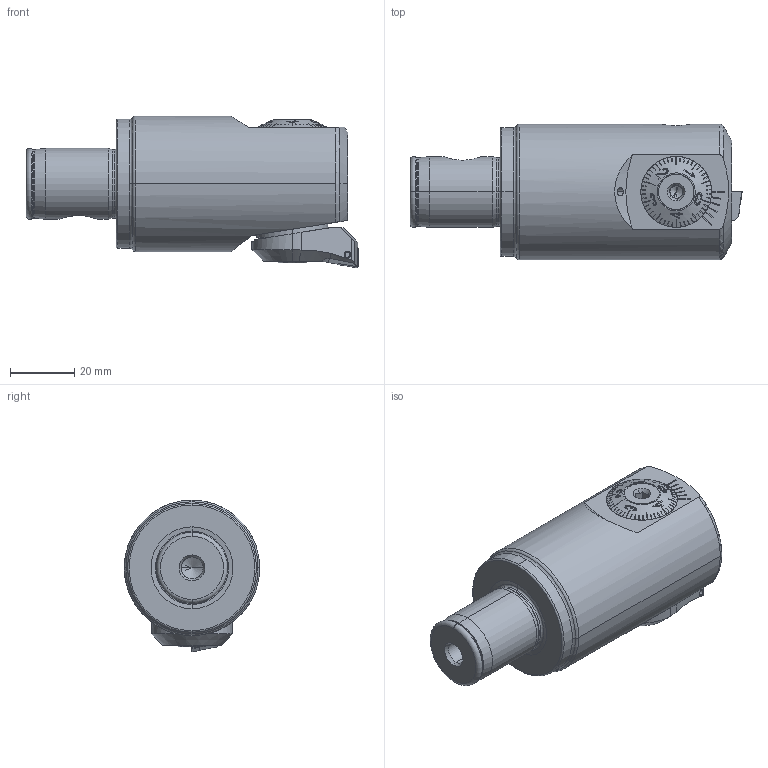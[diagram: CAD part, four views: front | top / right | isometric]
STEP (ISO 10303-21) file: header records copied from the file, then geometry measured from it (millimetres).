
FILE_DESCRIPTION (( 'STEP AP203' ), '1' );
FILE_NAME ('C04.040.051.075.STEP', '2018-02-26T08:03:54', ( 'SWIAdmin' ), ( 'Hewlett-Packard Company' ), 'SwSTEP 2.0', 'SolidWorks 2017', '' );
FILE_SCHEMA (( 'CONFIG_CONTROL_DESIGN' ));
Length unit declared in the file: millimetre
Products named in the file (20): F42-BG1.011.027_C; ISO 4026 - M8 x 6; LMKAS 22 - ø21.8xø14x0.3; Klebstoff D8; WH4-F42.K20.075_B; F42-BG1.014.027-B; A42-BG2.012.005_A; F42-WCA.001.009_C_fertigbearbeitet; WCA-ER2.001.007_A; A42-BG2.013.005_B; CCMT060204; C04.040.051.075; A42-BG1.012.006_B; WCA-ER2.001.006_A; A42-BG2.011.014_C; F42-WCA.001.009; F42-BG2.014.014_A; F42-ER1.101.012_A; F42-BG2.015.022_A; A42-BG3.011.030_C
Assembly tree (20 placements, depth 4):
  C04.040.051.075
    WH4-F42.K20.075_B
    F42-WCA.001.009
      F42-WCA.001.009_C_fertigbearbeitet
      CCMT060204
      WCA-ER2.001.006_A
    F42-ER1.101.012_A
    A42-BG3.011.030_C
    ISO 4026 - M8 x 6
    Klebstoff D8
    F42-BG1.014.027-B
      A42-BG2.012.005_A
      A42-BG2.013.005_B
      A42-BG1.012.006_B
      F42-BG2.015.022_A
        A42-BG2.011.014_C
        F42-BG2.014.014_A
      F42-BG1.011.027_C
      LMKAS 22 - ø21.8xø14x0.3  x2
    WCA-ER2.001.007_A
Bounding box: 103 x 42 x 47.05 mm (x, y, z)
Volume: 101675.3 mm3; surface area: 30891.5 mm2
Topology: 19 solids, 19 shells, 836 faces, 2137 edges, 1346 vertices
Faces by surface type: plane 340, cone 195, cylinder 179, torus 71, bspline 47, sphere 4
Entity records: 30557 total; most frequent: CARTESIAN_POINT 9219, ORIENTED_EDGE 4226, DIRECTION 3735, EDGE_CURVE 2113, AXIS2_PLACEMENT_3D 1460, VERTEX_POINT 1338, EDGE_LOOP 883, ADVANCED_FACE 830
